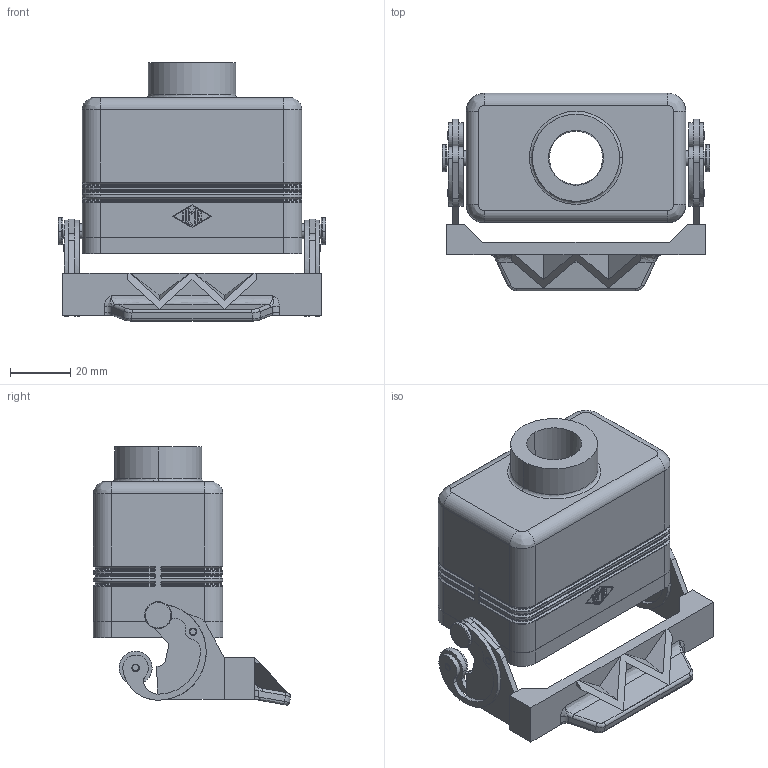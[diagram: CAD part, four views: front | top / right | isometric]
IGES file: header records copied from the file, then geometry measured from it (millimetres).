
Start section: Elysium IGES Interface
Global section: file name: 67HCHVT_10_4_LG.igs; native system: Creo Elements/Direct Modeling 18.0B  02-Dec-2011; preprocessor: Creo Element/Direct IGES_3D V2.2; author: Unknown; organization: Unknown; date: 20121219.095232; units: millimetre
Bounding box: 89 x 65.64 x 85.87 mm (x, y, z)
Volume: 76568.7 mm3; surface area: 39023 mm2
Topology: 1 solids, 3 shells, 631 faces, 1517 edges, 906 vertices
Faces by surface type: bspline 631
